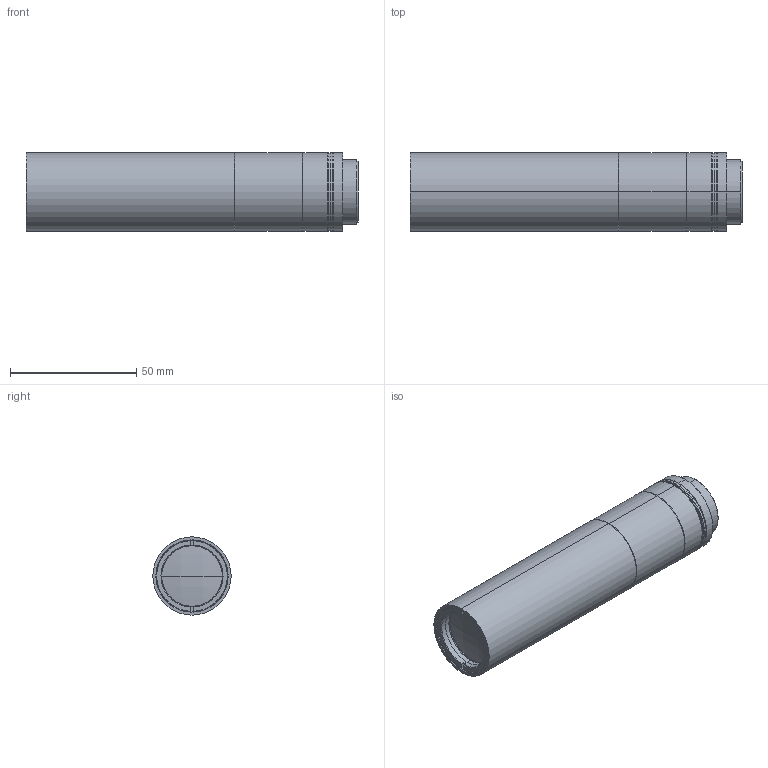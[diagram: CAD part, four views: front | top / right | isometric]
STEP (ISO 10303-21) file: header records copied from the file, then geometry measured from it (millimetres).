
FILE_DESCRIPTION (( 'STEP AP214' ), '1' );
FILE_NAME ('OTL11.5-15-110C.STEP', '2023-05-12T01:49:07', ( '' ), ( '' ), 'SwSTEP 2.0', 'SolidWorks 2022', '' );
FILE_SCHEMA (( 'AUTOMOTIVE_DESIGN' ));
Length unit declared in the file: millimetre
Products named in the file (1): OTL11.5-15-110C
Bounding box: 131.53 x 31 x 31 mm (x, y, z)
Volume: 62725.8 mm3; surface area: 37544 mm2
Topology: 21 solids, 21 shells, 293 faces, 644 edges, 406 vertices
Faces by surface type: cylinder 112, cone 85, plane 75, bspline 21
Entity records: 12149 total; most frequent: CARTESIAN_POINT 1977, DIRECTION 1539, ORIENTED_EDGE 1288, AXIS2_PLACEMENT_3D 650, EDGE_CURVE 644, VERTEX_POINT 406, CIRCLE 377, EDGE_LOOP 344
